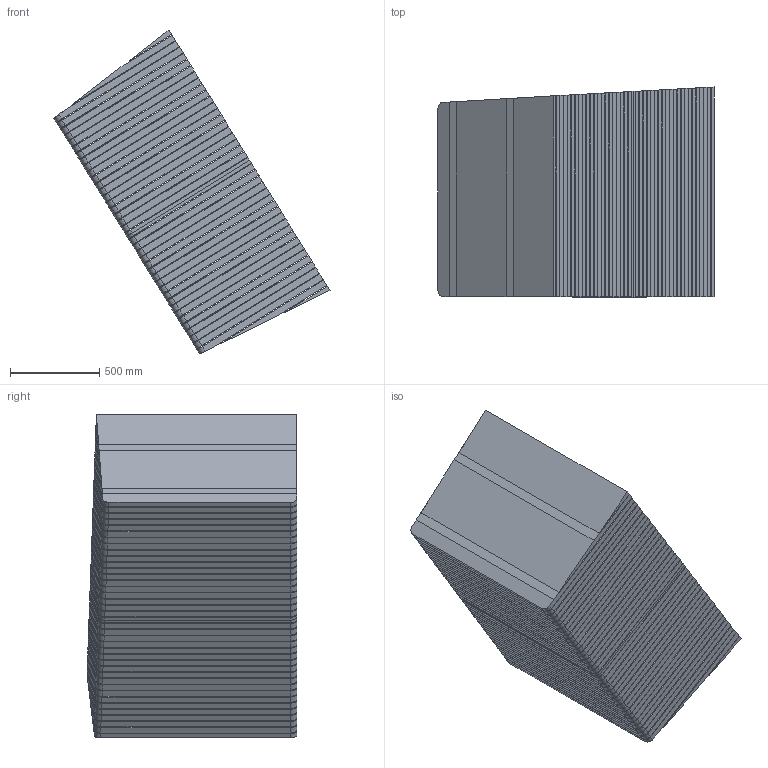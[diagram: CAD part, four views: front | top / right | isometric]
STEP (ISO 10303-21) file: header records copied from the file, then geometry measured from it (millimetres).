
FILE_DESCRIPTION(('FreeCAD Model'),'2;1');
FILE_NAME('detailed_HCLL/step/lithium_lead_sample_envelope_1.step', '2018-01-30T14:13:42',('FreeCAD'),('FreeCAD'), 'Open CASCADE STEP processor 7.1','FreeCAD','Unknown');
FILE_SCHEMA(('AUTOMOTIVE_DESIGN_CC2 { 1 2 10303 214 -1 1 5 4 }'));
Length unit declared in the file: millimetre
Products named in the file (45): Open CASCADE STEP translator 7.1 9; Open CASCADE STEP translator 7.1 9.1; Open CASCADE STEP translator 7.1 9.2; Open CASCADE STEP translator 7.1 9.3; Open CASCADE STEP translator 7.1 9.4; Open CASCADE STEP translator 7.1 9.5; Open CASCADE STEP translator 7.1 9.6; Open CASCADE STEP translator 7.1 9.7; Open CASCADE STEP translator 7.1 9.8; Open CASCADE STEP translator 7.1 9.9; Open CASCADE STEP translator 7.1 9.10; Open CASCADE STEP translator 7.1 9.11; Open CASCADE STEP translator 7.1 9.12; Open CASCADE STEP translator 7.1 9.13; Open CASCADE STEP translator 7.1 9.14; Open CASCADE STEP translator 7.1 9.15; Open CASCADE STEP translator 7.1 9.16; Open CASCADE STEP translator 7.1 9.17; Open CASCADE STEP translator 7.1 9.18; Open CASCADE STEP translator 7.1 9.19; Open CASCADE STEP translator 7.1 9.20; Open CASCADE STEP translator 7.1 9.21; Open CASCADE STEP translator 7.1 9.22; Open CASCADE STEP translator 7.1 9.23; Open CASCADE STEP translator 7.1 9.24; Open CASCADE STEP translator 7.1 9.25; Open CASCADE STEP translator 7.1 9.26; Open CASCADE STEP translator 7.1 9.27; Open CASCADE STEP translator 7.1 9.28; Open CASCADE STEP translator 7.1 9.29; Open CASCADE STEP translator 7.1 9.30; Open CASCADE STEP translator 7.1 9.31; Open CASCADE STEP translator 7.1 9.32; Open CASCADE STEP translator 7.1 9.33; Open CASCADE STEP translator 7.1 9.34; Open CASCADE STEP translator 7.1 9.35; Open CASCADE STEP translator 7.1 9.36; Open CASCADE STEP translator 7.1 9.37; Open CASCADE STEP translator 7.1 9.38; Open CASCADE STEP translator 7.1 9.39 ...
Assembly tree (44 placements, depth 2):
  Open CASCADE STEP translator 7.1 9
    Open CASCADE STEP translator 7.1 9.1
    Open CASCADE STEP translator 7.1 9.2
    Open CASCADE STEP translator 7.1 9.3
    Open CASCADE STEP translator 7.1 9.4
    Open CASCADE STEP translator 7.1 9.5
    Open CASCADE STEP translator 7.1 9.6
    Open CASCADE STEP translator 7.1 9.7
    Open CASCADE STEP translator 7.1 9.8
    Open CASCADE STEP translator 7.1 9.9
    Open CASCADE STEP translator 7.1 9.10
    Open CASCADE STEP translator 7.1 9.11
    Open CASCADE STEP translator 7.1 9.12
    Open CASCADE STEP translator 7.1 9.13
    Open CASCADE STEP translator 7.1 9.14
    Open CASCADE STEP translator 7.1 9.15
    Open CASCADE STEP translator 7.1 9.16
    Open CASCADE STEP translator 7.1 9.17
    Open CASCADE STEP translator 7.1 9.18
    Open CASCADE STEP translator 7.1 9.19
    Open CASCADE STEP translator 7.1 9.20
    Open CASCADE STEP translator 7.1 9.21
    Open CASCADE STEP translator 7.1 9.22
    Open CASCADE STEP translator 7.1 9.23
    Open CASCADE STEP translator 7.1 9.24
    Open CASCADE STEP translator 7.1 9.25
    Open CASCADE STEP translator 7.1 9.26
    Open CASCADE STEP translator 7.1 9.27
    Open CASCADE STEP translator 7.1 9.28
    Open CASCADE STEP translator 7.1 9.29
    Open CASCADE STEP translator 7.1 9.30
    Open CASCADE STEP translator 7.1 9.31
    Open CASCADE STEP translator 7.1 9.32
    Open CASCADE STEP translator 7.1 9.33
    Open CASCADE STEP translator 7.1 9.34
    Open CASCADE STEP translator 7.1 9.35
    Open CASCADE STEP translator 7.1 9.36
    Open CASCADE STEP translator 7.1 9.37
    Open CASCADE STEP translator 7.1 9.38
    Open CASCADE STEP translator 7.1 9.39
    Open CASCADE STEP translator 7.1 9.40
    Open CASCADE STEP translator 7.1 9.41
    Open CASCADE STEP translator 7.1 9.42
    Open CASCADE STEP translator 7.1 9.43
    Open CASCADE STEP translator 7.1 9.44
Bounding box: 1549.06 x 1178.55 x 1817.72 mm (x, y, z)
Volume: 1314175648.2 mm3; surface area: 83226843.7 mm2
Topology: 44 solids, 44 shells, 344 faces, 768 edges, 512 vertices
Faces by surface type: plane 264, cylinder 80
Entity records: 19788 total; most frequent: CARTESIAN_POINT 4757, DIRECTION 2264, ORIENTED_EDGE 1536, PCURVE 1536, DEFINITIONAL_REPRESENTATION 1536, LINE 1006, VECTOR 1006, B_SPLINE_CURVE_WITH_KNOTS 978
